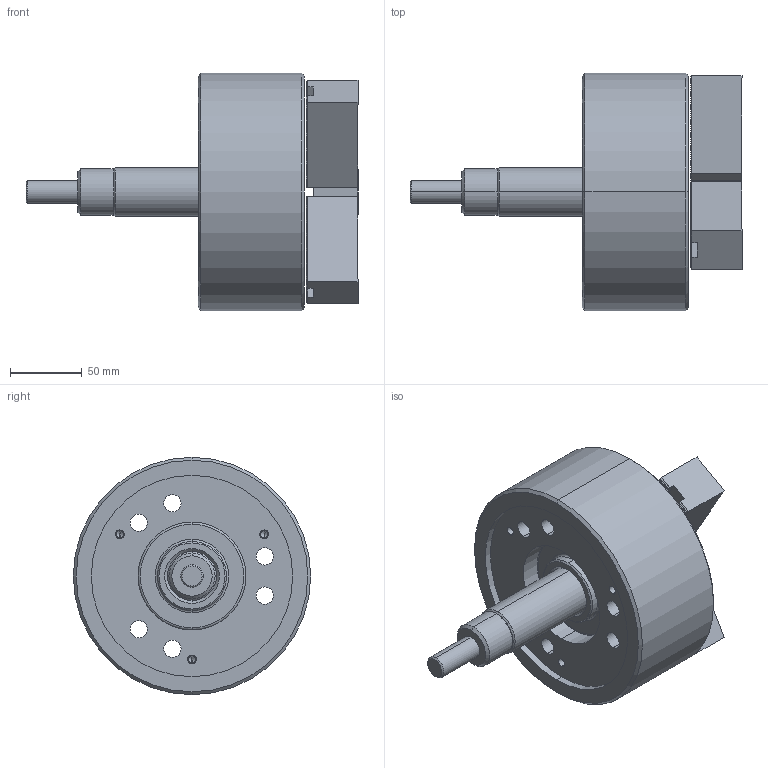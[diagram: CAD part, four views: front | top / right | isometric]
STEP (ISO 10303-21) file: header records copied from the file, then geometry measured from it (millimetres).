
FILE_DESCRIPTION (( 'STEP AP203' ), '1' );
FILE_NAME ('3P-06²Õ¦X¥ó.STEP', '2011-03-15T07:27:42', ( 'user' ), ( '' ), 'SwSTEP 2.0', 'SolidWorks 2010', '' );
FILE_SCHEMA (( 'CONFIG_CONTROL_DESIGN' ));
Length unit declared in the file: metre
Products named in the file (7): SJ-06; 3P-06連接管螺帽; 3P-06本體; 3P-06中仁; 3P-06連接管; 3P-06連接管螺栓; 3P-06組合件
Assembly tree (8 placements, depth 2):
  3P-06組合件
    3P-06連接管
    3P-06連接管螺栓
    3P-06本體
    SJ-06  x3
    3P-06連接管螺帽
    3P-06中仁
Bounding box: 230.84 x 165 x 165 mm (x, y, z)
Volume: 1609147.4 mm3; surface area: 195621.1 mm2
Topology: 8 solids, 8 shells, 1355 faces, 3934 edges, 2606 vertices
Faces by surface type: plane 961, cylinder 360, cone 28, torus 6
Entity records: 17921 total; most frequent: CARTESIAN_POINT 3634, ORIENTED_EDGE 3004, DIRECTION 2586, EDGE_CURVE 1502, VECTOR 1134, LINE 1134, VERTEX_POINT 990, AXIS2_PLACEMENT_3D 726
